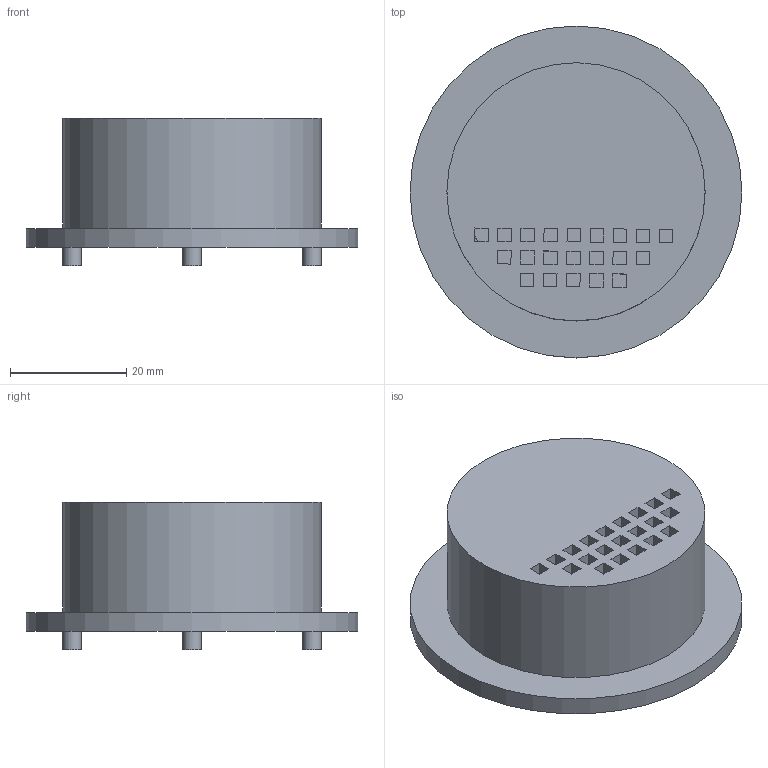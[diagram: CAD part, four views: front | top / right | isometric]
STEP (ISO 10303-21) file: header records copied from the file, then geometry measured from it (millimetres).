
FILE_DESCRIPTION(/* description */ (''),/* implementation_level */ '2;1');
FILE_NAME(/* name */ 'HW-DVKIT.stp',/* time_stamp */ '2014-03-05T10:44:12-06:00',/* author */ ('pmescher'),/* organization */ (''),/* preprocessor_version */ 'ST-DEVELOPER v15.2',/* originating_system */ 'Autodesk Inventor 2014',/* authorisation */ '');
FILE_SCHEMA (('AUTOMOTIVE_DESIGN { 1 0 10303 214 3 1 1 }'));
Length unit declared in the file: inch
Products named in the file (3): PARTA; PARTB; DVK3KIT_STP
Bounding box: 57.15 x 57.15 x 25.4 mm (x, y, z)
Volume: 21697.3 mm3; surface area: 16750.8 mm2
Topology: 2 solids, 2 shells, 199 faces, 602 edges, 400 vertices
Faces by surface type: plane 190, cylinder 9
Full cylindrical faces by diameter (mm): 3.175 x4, 38.1 x2, 44.45 x2, 57.15 x1
Entity records: 6810 total; most frequent: CARTESIAN_POINT 1193, ORIENTED_EDGE 1182, DIRECTION 1027, EDGE_CURVE 591, LINE 563, VECTOR 563, VERTEX_POINT 398, EDGE_LOOP 287
